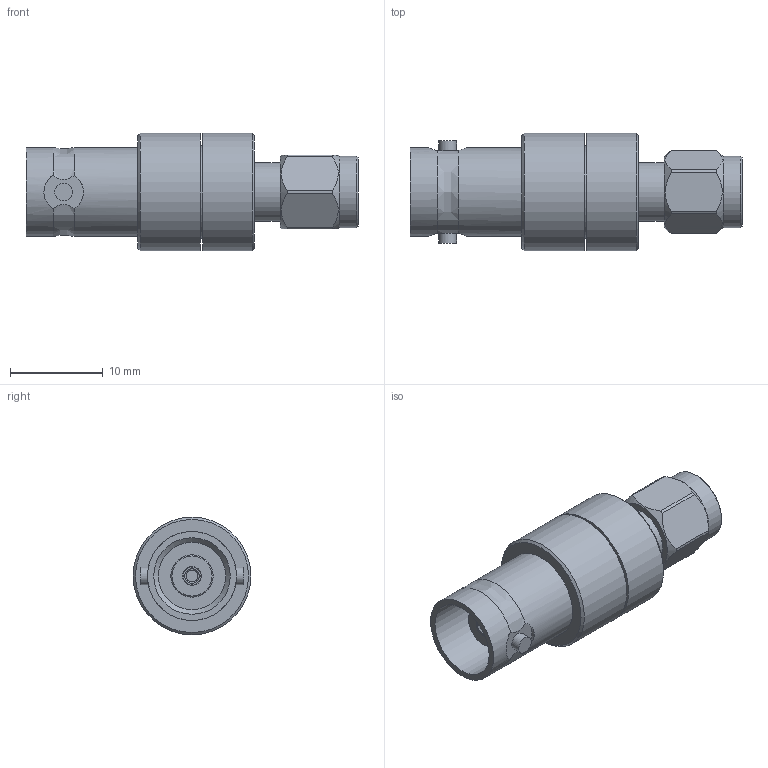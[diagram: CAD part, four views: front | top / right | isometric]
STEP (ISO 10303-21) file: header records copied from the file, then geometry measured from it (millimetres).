
FILE_DESCRIPTION (( 'STEP AP203' ), '1' );
FILE_NAME ('PE9495_3D.step', '2021-04-02T21:00:34', ( '' ), ( '' ), 'SwSTEP 2.0', 'SolidWorks 2020', '' );
FILE_SCHEMA (( 'CONFIG_CONTROL_DESIGN' ));
Length unit declared in the file: inch
Products named in the file (1): PE9495_3D
Bounding box: 35.81 x 12.7 x 12.7 mm (x, y, z)
Volume: 2451.8 mm3; surface area: 2077.8 mm2
Topology: 1 solids, 1 shells, 97 faces, 252 edges, 171 vertices
Faces by surface type: plane 40, cylinder 36, cone 15, bspline 6
Full cylindrical faces by diameter (mm): 0.94 x1, 1.194 x1, 1.27 x1, 1.905 x2, 4.445 x1, 4.572 x1, 6.35 x7, 7.762 x1, 8.255 x1, 9.601 x2, 9.991 x1, 12.7 x2
Entity records: 4891 total; most frequent: CARTESIAN_POINT 2795, ORIENTED_EDGE 416, DIRECTION 386, EDGE_CURVE 208, AXIS2_PLACEMENT_3D 167, VERTEX_POINT 160, EDGE_LOOP 130, FACE_OUTER_BOUND 107
